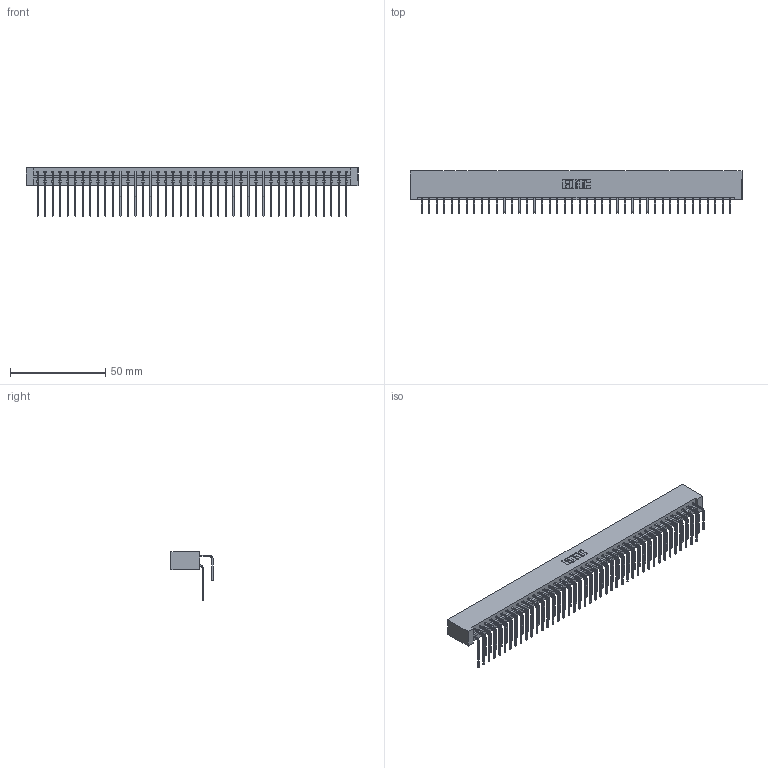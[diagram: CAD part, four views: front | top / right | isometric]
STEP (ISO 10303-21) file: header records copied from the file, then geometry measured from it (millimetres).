
FILE_DESCRIPTION (( 'STEP AP203' ), '1' );
FILE_NAME ('833-084-558-201.STEP', '2020-06-06T02:10:23', ( '' ), ( '' ), 'SwSTEP 2.0', 'SolidWorks 2020', '' );
FILE_SCHEMA (( 'CONFIG_CONTROL_DESIGN' ));
Length unit declared in the file: inch
Products named in the file (4): 833 Part_Lugless; 345-292-001_558 559 Tail - 1; 833-084-558-201; 345-292-001_558 Tail - 2
Assembly tree (85 placements, depth 2):
  833-084-558-201
    833 Part_Lugless
    345-292-001_558 559 Tail - 1  x42
    345-292-001_558 Tail - 2  x42
Bounding box: 174.68 x 22.17 x 25.53 mm (x, y, z)
Volume: 18950.2 mm3; surface area: 24841.9 mm2
Topology: 85 solids, 85 shells, 4642 faces, 13811 edges, 9094 vertices
Faces by surface type: plane 3258, cylinder 1384
Entity records: 28527 total; most frequent: CARTESIAN_POINT 4777, ORIENTED_EDGE 4662, DIRECTION 4055, EDGE_CURVE 2331, VECTOR 2171, LINE 2171, VERTEX_POINT 1550, AXIS2_PLACEMENT_3D 942
